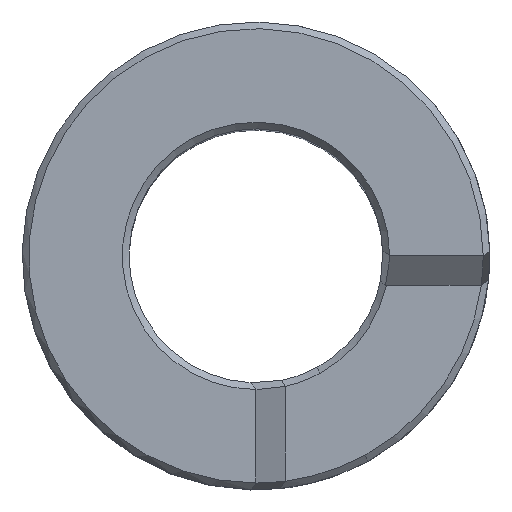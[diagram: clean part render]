
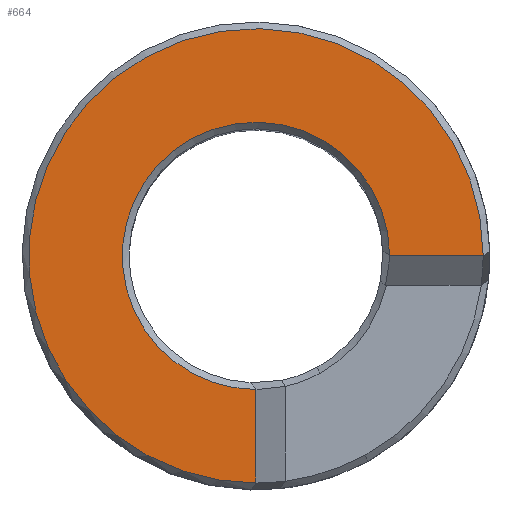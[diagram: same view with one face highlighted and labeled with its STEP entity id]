
A CAD part, top view. The second image highlights one B-rep face of the part: STEP entity #664.
In plain terms, the highlighted planar face has unit normal (0, 0, 1).
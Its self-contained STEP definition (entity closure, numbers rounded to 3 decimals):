
#147=CARTESIAN_POINT('Vertex',(0.,-4.35,56.)) ;
#150=CARTESIAN_POINT('Axis2P3D Location',(0.,12.65,56.)) ;
#154=CARTESIAN_POINT('Vertex',(-8.15,27.569,56.)) ;
#157=CARTESIAN_POINT('Axis2P3D Location',(0.,12.65,56.)) ;
#161=CARTESIAN_POINT('Vertex',(17.,12.65,56.)) ;
#603=CARTESIAN_POINT('Axis2P3D Location',(0.,-4.85,56.)) ;
#609=CARTESIAN_POINT('Control Point',(-0.014,2.65,56.)) ;
#610=CARTESIAN_POINT('Control Point',(-0.011,2.647,56.)) ;
#611=CARTESIAN_POINT('Control Point',(-0.008,2.645,56.)) ;
#612=CARTESIAN_POINT('Control Point',(-0.005,2.642,56.)) ;
#613=CARTESIAN_POINT('Control Point',(-0.003,2.64,56.)) ;
#614=CARTESIAN_POINT('Control Point',(0.,2.637,56.)) ;
#615=CARTESIAN_POINT('Vertex',(-0.014,2.65,56.)) ;
#617=CARTESIAN_POINT('Vertex',(0.,2.637,56.)) ;
#620=CARTESIAN_POINT('Axis2P3D Location',(0.,12.65,56.)) ;
#624=CARTESIAN_POINT('Vertex',(-4.794,21.426,56.)) ;
#627=CARTESIAN_POINT('Axis2P3D Location',(0.,12.65,56.)) ;
#631=CARTESIAN_POINT('Vertex',(10.,12.685,56.)) ;
#635=CARTESIAN_POINT('Control Point',(10.036,12.65,56.)) ;
#636=CARTESIAN_POINT('Control Point',(10.029,12.657,56.)) ;
#637=CARTESIAN_POINT('Control Point',(10.022,12.664,56.)) ;
#638=CARTESIAN_POINT('Control Point',(10.014,12.671,56.)) ;
#639=CARTESIAN_POINT('Control Point',(10.007,12.678,56.)) ;
#640=CARTESIAN_POINT('Control Point',(10.,12.685,56.)) ;
#641=CARTESIAN_POINT('Vertex',(10.036,12.65,56.)) ;
#644=CARTESIAN_POINT('Line Origine',(13.518,12.65,56.)) ;
#649=CARTESIAN_POINT('Line Origine',(0.,-0.856,56.)) ;
#151=DIRECTION('Axis2P3D Direction',(0.,0.,1.)) ;
#158=DIRECTION('Axis2P3D Direction',(0.,0.,1.)) ;
#604=DIRECTION('Axis2P3D Direction',(0.,0.,1.)) ;
#605=DIRECTION('Axis2P3D XDirection',(1.,0.,0.)) ;
#621=DIRECTION('Axis2P3D Direction',(0.,0.,1.)) ;
#628=DIRECTION('Axis2P3D Direction',(0.,0.,1.)) ;
#645=DIRECTION('Vector Direction',(1.,0.,0.)) ;
#650=DIRECTION('Vector Direction',(0.,-1.,0.)) ;
#152=AXIS2_PLACEMENT_3D('Circle Axis2P3D',#150,#151,$) ;
#159=AXIS2_PLACEMENT_3D('Circle Axis2P3D',#157,#158,$) ;
#606=AXIS2_PLACEMENT_3D('Plane Axis2P3D',#603,#604,#605) ;
#622=AXIS2_PLACEMENT_3D('Circle Axis2P3D',#620,#621,$) ;
#629=AXIS2_PLACEMENT_3D('Circle Axis2P3D',#627,#628,$) ;
#655=ORIENTED_EDGE('',*,*,#619,.F.) ;
#656=ORIENTED_EDGE('',*,*,#626,.F.) ;
#657=ORIENTED_EDGE('',*,*,#633,.F.) ;
#658=ORIENTED_EDGE('',*,*,#643,.F.) ;
#659=ORIENTED_EDGE('',*,*,#648,.F.) ;
#660=ORIENTED_EDGE('',*,*,#163,.T.) ;
#661=ORIENTED_EDGE('',*,*,#156,.T.) ;
#662=ORIENTED_EDGE('',*,*,#653,.F.) ;
#646=VECTOR('Line Direction',#645,1.) ;
#651=VECTOR('Line Direction',#650,1.) ;
#664=ADVANCED_FACE('Corps principal',(#663),#607,.T.) ;
#608=B_SPLINE_CURVE_WITH_KNOTS('',5,(#609,#610,#611,#612,#613,#614),.UNSPECIFIED.,.F.,.U.,(6,6),(0.,0.034),.UNSPECIFIED.) ;
#634=B_SPLINE_CURVE_WITH_KNOTS('',5,(#635,#636,#637,#638,#639,#640),.UNSPECIFIED.,.F.,.U.,(6,6),(0.,0.072),.UNSPECIFIED.) ;
#153=CIRCLE('generated circle',#152,17.) ;
#160=CIRCLE('generated circle',#159,17.) ;
#623=CIRCLE('generated circle',#622,10.) ;
#630=CIRCLE('generated circle',#629,10.) ;
#156=EDGE_CURVE('',#155,#148,#153,.T.) ;
#163=EDGE_CURVE('',#162,#155,#160,.T.) ;
#619=EDGE_CURVE('',#616,#618,#608,.T.) ;
#626=EDGE_CURVE('',#625,#616,#623,.T.) ;
#633=EDGE_CURVE('',#632,#625,#630,.T.) ;
#643=EDGE_CURVE('',#642,#632,#634,.T.) ;
#648=EDGE_CURVE('',#162,#642,#647,.F.) ;
#653=EDGE_CURVE('',#618,#148,#652,.T.) ;
#654=EDGE_LOOP('',(#655,#656,#657,#658,#659,#660,#661,#662)) ;
#663=FACE_OUTER_BOUND('',#654,.T.) ;
#647=LINE('Line',#644,#646) ;
#652=LINE('Line',#649,#651) ;
#607=PLANE('',#606) ;
#148=VERTEX_POINT('',#147) ;
#155=VERTEX_POINT('',#154) ;
#162=VERTEX_POINT('',#161) ;
#616=VERTEX_POINT('',#615) ;
#618=VERTEX_POINT('',#617) ;
#625=VERTEX_POINT('',#624) ;
#632=VERTEX_POINT('',#631) ;
#642=VERTEX_POINT('',#641) ;
